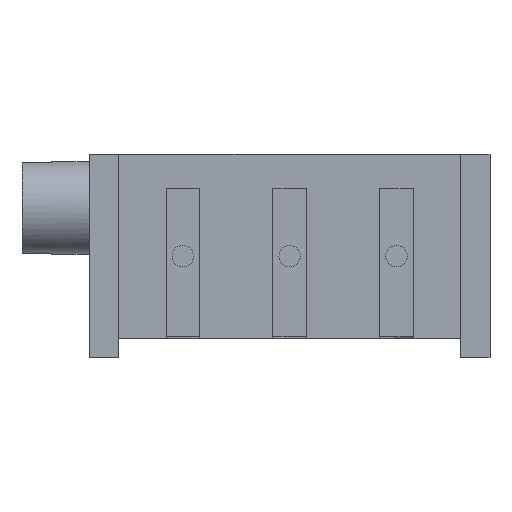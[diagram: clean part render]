
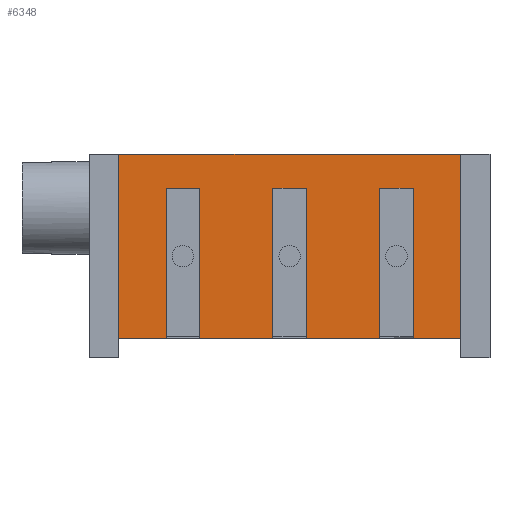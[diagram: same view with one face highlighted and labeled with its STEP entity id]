
A CAD part, front view. The second image highlights one B-rep face of the part: STEP entity #6348.
In plain terms, the highlighted planar face has unit normal (0, -1, 0).
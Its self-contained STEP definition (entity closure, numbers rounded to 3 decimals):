
#50 = CARTESIAN_POINT ( 'NONE',  ( 0.4, 0.7, 2.415 ) ) ;
#173 = CARTESIAN_POINT ( 'NONE',  ( -2.94, 0.7, -1.955 ) ) ;
#186 = CARTESIAN_POINT ( 'NONE',  ( -4.065, 0.7, 2.415 ) ) ;
#837 = CARTESIAN_POINT ( 'NONE',  ( -0.4, 0.7, 1.615 ) ) ;
#911 = ORIENTED_EDGE ( 'NONE', *, *, #17789, .F. ) ;
#957 = VERTEX_POINT ( 'NONE', #18268 ) ;
#972 = CARTESIAN_POINT ( 'NONE',  ( -4.065, 0.7, -1.955 ) ) ;
#1325 = CARTESIAN_POINT ( 'NONE',  ( 4.065, 0.7, 2.415 ) ) ;
#1361 = DIRECTION ( 'NONE',  ( 1., 0., 0. ) ) ;
#1377 = CARTESIAN_POINT ( 'NONE',  ( 2.94, 0.7, 1.615 ) ) ;
#1424 = CARTESIAN_POINT ( 'NONE',  ( 2.14, 0.7, 1.615 ) ) ;
#1428 = EDGE_CURVE ( 'NONE', #9263, #18256, #14056, .T. ) ;
#1493 = DIRECTION ( 'NONE',  ( 1., 0., 0. ) ) ;
#2280 = VECTOR ( 'NONE', #2382, 1000. ) ;
#2382 = DIRECTION ( 'NONE',  ( -1., 0., 0. ) ) ;
#2634 = CARTESIAN_POINT ( 'NONE',  ( -2.94, 0.7, 2.415 ) ) ;
#2681 = DIRECTION ( 'NONE',  ( 0., 0., 1. ) ) ;
#2821 = DIRECTION ( 'NONE',  ( 0., 0., 1. ) ) ;
#3010 = VERTEX_POINT ( 'NONE', #1377 ) ;
#3183 = LINE ( 'NONE', #14187, #5298 ) ;
#3312 = ORIENTED_EDGE ( 'NONE', *, *, #15388, .F. ) ;
#3403 = EDGE_CURVE ( 'NONE', #10998, #13776, #3183, .T. ) ;
#3510 = ORIENTED_EDGE ( 'NONE', *, *, #3403, .T. ) ;
#3867 = LINE ( 'NONE', #9513, #6827 ) ;
#3965 = EDGE_CURVE ( 'NONE', #9263, #3010, #12225, .T. ) ;
#3975 = EDGE_CURVE ( 'NONE', #11023, #14968, #17107, .T. ) ;
#4049 = ORIENTED_EDGE ( 'NONE', *, *, #16613, .F. ) ;
#4066 = CARTESIAN_POINT ( 'NONE',  ( -0.4, 0.7, 2.415 ) ) ;
#4366 = ORIENTED_EDGE ( 'NONE', *, *, #9190, .F. ) ;
#4493 = VERTEX_POINT ( 'NONE', #14727 ) ;
#5178 = LINE ( 'NONE', #13414, #9213 ) ;
#5298 = VECTOR ( 'NONE', #1493, 1000. ) ;
#5312 = VECTOR ( 'NONE', #7887, 1000. ) ;
#5360 = EDGE_CURVE ( 'NONE', #11526, #18256, #3867, .T. ) ;
#5393 = VERTEX_POINT ( 'NONE', #186 ) ;
#5469 = CARTESIAN_POINT ( 'NONE',  ( 4.065, 0.7, -1.955 ) ) ;
#5881 = FACE_OUTER_BOUND ( 'NONE', #12744, .T. ) ;
#6304 = CARTESIAN_POINT ( 'NONE',  ( 4.765, 0.7, 2.415 ) ) ;
#6348 = ADVANCED_FACE ( 'NONE', ( #5881 ), #16876, .F. ) ;
#6639 = LINE ( 'NONE', #2634, #18172 ) ;
#6752 = CARTESIAN_POINT ( 'NONE',  ( -2.94, 0.7, 1.615 ) ) ;
#6762 = CARTESIAN_POINT ( 'NONE',  ( 0., 0.7, -1.955 ) ) ;
#6827 = VECTOR ( 'NONE', #12466, 1000. ) ;
#6901 = DIRECTION ( 'NONE',  ( 0., 0., -1. ) ) ;
#6939 = DIRECTION ( 'NONE',  ( -1., 0., 0. ) ) ;
#7269 = VECTOR ( 'NONE', #1361, 1000. ) ;
#7727 = VERTEX_POINT ( 'NONE', #8073 ) ;
#7776 = CARTESIAN_POINT ( 'NONE',  ( -0.4, 0.7, -1.955 ) ) ;
#7887 = DIRECTION ( 'NONE',  ( 1., 0., 0. ) ) ;
#7961 = ORIENTED_EDGE ( 'NONE', *, *, #5360, .F. ) ;
#8013 = VERTEX_POINT ( 'NONE', #18112 ) ;
#8069 = CARTESIAN_POINT ( 'NONE',  ( 2.94, 0.7, 2.415 ) ) ;
#8073 = CARTESIAN_POINT ( 'NONE',  ( 2.14, 0.7, -1.955 ) ) ;
#8349 = AXIS2_PLACEMENT_3D ( 'NONE', #1325, #15479, #2821 ) ;
#8726 = DIRECTION ( 'NONE',  ( 0., 0., 1. ) ) ;
#9190 = EDGE_CURVE ( 'NONE', #5393, #11526, #16365, .T. ) ;
#9213 = VECTOR ( 'NONE', #10807, 1000. ) ;
#9263 = VERTEX_POINT ( 'NONE', #16823 ) ;
#9285 = CARTESIAN_POINT ( 'NONE',  ( 4.065, 0.7, 1.615 ) ) ;
#9292 = ORIENTED_EDGE ( 'NONE', *, *, #14215, .F. ) ;
#9448 = LINE ( 'NONE', #12289, #14859 ) ;
#9513 = CARTESIAN_POINT ( 'NONE',  ( 4.065, 0.7, 2.415 ) ) ;
#10072 = ORIENTED_EDGE ( 'NONE', *, *, #10282, .F. ) ;
#10282 = EDGE_CURVE ( 'NONE', #7727, #4493, #5178, .T. ) ;
#10499 = DIRECTION ( 'NONE',  ( -1., 0., 0. ) ) ;
#10807 = DIRECTION ( 'NONE',  ( -1., 0., 0. ) ) ;
#10981 = LINE ( 'NONE', #4066, #17531 ) ;
#10998 = VERTEX_POINT ( 'NONE', #972 ) ;
#11007 = CARTESIAN_POINT ( 'NONE',  ( 4.065, 0.7, 1.615 ) ) ;
#11023 = VERTEX_POINT ( 'NONE', #7776 ) ;
#11287 = LINE ( 'NONE', #14145, #11636 ) ;
#11525 = EDGE_CURVE ( 'NONE', #957, #17870, #12022, .T. ) ;
#11526 = VERTEX_POINT ( 'NONE', #14492 ) ;
#11636 = VECTOR ( 'NONE', #8726, 1000. ) ;
#11666 = VERTEX_POINT ( 'NONE', #1424 ) ;
#11875 = ORIENTED_EDGE ( 'NONE', *, *, #15058, .F. ) ;
#11913 = CARTESIAN_POINT ( 'NONE',  ( -4.065, 0.7, 2.415 ) ) ;
#12022 = LINE ( 'NONE', #17462, #14583 ) ;
#12056 = ORIENTED_EDGE ( 'NONE', *, *, #11525, .F. ) ;
#12225 = LINE ( 'NONE', #8069, #16797 ) ;
#12289 = CARTESIAN_POINT ( 'NONE',  ( 2.14, 0.7, 2.415 ) ) ;
#12381 = VECTOR ( 'NONE', #6939, 1000. ) ;
#12466 = DIRECTION ( 'NONE',  ( 0., 0., -1. ) ) ;
#12744 = EDGE_LOOP ( 'NONE', ( #10072, #17358, #9292, #18290, #15937, #7961, #4366, #11875, #3510, #15571, #12056, #3312, #12909, #4049, #911, #17046 ) ) ;
#12909 = ORIENTED_EDGE ( 'NONE', *, *, #3975, .F. ) ;
#13264 = CARTESIAN_POINT ( 'NONE',  ( 4.065, 0.7, -1.955 ) ) ;
#13414 = CARTESIAN_POINT ( 'NONE',  ( 4.065, 0.7, -1.955 ) ) ;
#13750 = DIRECTION ( 'NONE',  ( 0., 0., -1. ) ) ;
#13776 = VERTEX_POINT ( 'NONE', #173 ) ;
#14004 = EDGE_CURVE ( 'NONE', #4493, #8013, #16919, .T. ) ;
#14056 = LINE ( 'NONE', #6762, #7269 ) ;
#14145 = CARTESIAN_POINT ( 'NONE',  ( -2.14, 0.7, 2.415 ) ) ;
#14187 = CARTESIAN_POINT ( 'NONE',  ( 0., 0.7, -1.955 ) ) ;
#14215 = EDGE_CURVE ( 'NONE', #3010, #11666, #18026, .T. ) ;
#14492 = CARTESIAN_POINT ( 'NONE',  ( 4.065, 0.7, 2.415 ) ) ;
#14520 = LINE ( 'NONE', #9285, #16116 ) ;
#14583 = VECTOR ( 'NONE', #14588, 1000. ) ;
#14588 = DIRECTION ( 'NONE',  ( -1., 0., 0. ) ) ;
#14727 = CARTESIAN_POINT ( 'NONE',  ( 0.4, 0.7, -1.955 ) ) ;
#14859 = VECTOR ( 'NONE', #17931, 1000. ) ;
#14940 = LINE ( 'NONE', #11913, #15412 ) ;
#14968 = VERTEX_POINT ( 'NONE', #17726 ) ;
#15058 = EDGE_CURVE ( 'NONE', #10998, #5393, #14940, .T. ) ;
#15388 = EDGE_CURVE ( 'NONE', #14968, #957, #11287, .T. ) ;
#15412 = VECTOR ( 'NONE', #16147, 1000. ) ;
#15479 = DIRECTION ( 'NONE',  ( 0., 1., 0. ) ) ;
#15571 = ORIENTED_EDGE ( 'NONE', *, *, #17394, .F. ) ;
#15937 = ORIENTED_EDGE ( 'NONE', *, *, #1428, .T. ) ;
#16116 = VECTOR ( 'NONE', #10499, 1000. ) ;
#16147 = DIRECTION ( 'NONE',  ( 0., 0., 1. ) ) ;
#16325 = EDGE_CURVE ( 'NONE', #11666, #7727, #9448, .T. ) ;
#16365 = LINE ( 'NONE', #6304, #5312 ) ;
#16613 = EDGE_CURVE ( 'NONE', #16852, #11023, #10981, .T. ) ;
#16797 = VECTOR ( 'NONE', #17763, 1000. ) ;
#16823 = CARTESIAN_POINT ( 'NONE',  ( 2.94, 0.7, -1.955 ) ) ;
#16852 = VERTEX_POINT ( 'NONE', #837 ) ;
#16876 = PLANE ( 'NONE',  #8349 ) ;
#16919 = LINE ( 'NONE', #50, #17933 ) ;
#17046 = ORIENTED_EDGE ( 'NONE', *, *, #14004, .F. ) ;
#17107 = LINE ( 'NONE', #5469, #12381 ) ;
#17358 = ORIENTED_EDGE ( 'NONE', *, *, #16325, .F. ) ;
#17394 = EDGE_CURVE ( 'NONE', #17870, #13776, #6639, .T. ) ;
#17462 = CARTESIAN_POINT ( 'NONE',  ( 4.065, 0.7, 1.615 ) ) ;
#17531 = VECTOR ( 'NONE', #6901, 1000. ) ;
#17726 = CARTESIAN_POINT ( 'NONE',  ( -2.14, 0.7, -1.955 ) ) ;
#17763 = DIRECTION ( 'NONE',  ( 0., 0., 1. ) ) ;
#17789 = EDGE_CURVE ( 'NONE', #8013, #16852, #14520, .T. ) ;
#17870 = VERTEX_POINT ( 'NONE', #6752 ) ;
#17931 = DIRECTION ( 'NONE',  ( 0., 0., -1. ) ) ;
#17933 = VECTOR ( 'NONE', #2681, 1000. ) ;
#18026 = LINE ( 'NONE', #11007, #2280 ) ;
#18112 = CARTESIAN_POINT ( 'NONE',  ( 0.4, 0.7, 1.615 ) ) ;
#18172 = VECTOR ( 'NONE', #13750, 1000. ) ;
#18256 = VERTEX_POINT ( 'NONE', #13264 ) ;
#18268 = CARTESIAN_POINT ( 'NONE',  ( -2.14, 0.7, 1.615 ) ) ;
#18290 = ORIENTED_EDGE ( 'NONE', *, *, #3965, .F. ) ;
